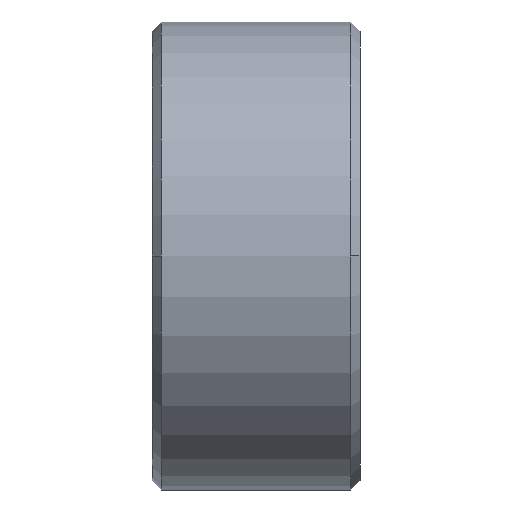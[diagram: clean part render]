
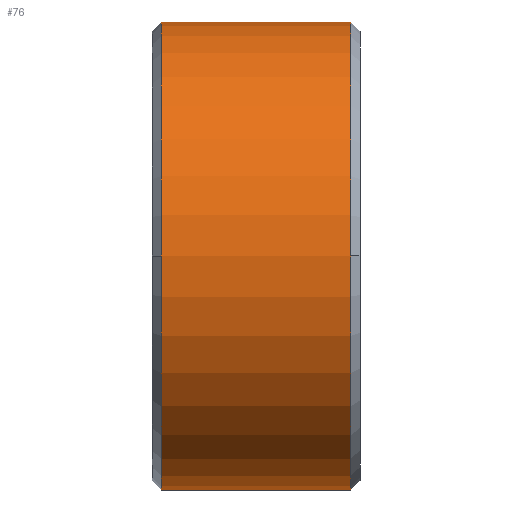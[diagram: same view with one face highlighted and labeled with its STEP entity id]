
A CAD part, front view. The second image highlights one B-rep face of the part: STEP entity #76.
In plain terms, the highlighted cylindrical face has radius 22.5 mm (diameter 45 mm), a partial arc.
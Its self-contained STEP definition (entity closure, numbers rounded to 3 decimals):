
#76=ADVANCED_FACE('',(#152),#153,.T.);
#152=FACE_OUTER_BOUND('',#223,.T.);
#153=CYLINDRICAL_SURFACE('',#224,22.5);
#223=EDGE_LOOP('',(#370,#371,#372,#373,#374,#375));
#224=AXIS2_PLACEMENT_3D('',#376,#377,#378);
#370=ORIENTED_EDGE('',*,*,#419,.T.);
#371=ORIENTED_EDGE('',*,*,#408,.T.);
#372=ORIENTED_EDGE('',*,*,#425,.T.);
#373=ORIENTED_EDGE('',*,*,#422,.T.);
#374=ORIENTED_EDGE('',*,*,#464,.T.);
#375=ORIENTED_EDGE('',*,*,#460,.T.);
#376=CARTESIAN_POINT('',(10.0,0.0,0.0));
#377=DIRECTION('',(1.0,0.0,0.0));
#378=DIRECTION('',(0.0,0.0,-1.0));
#408=EDGE_CURVE('',#476,#474,#477,.T.);
#419=EDGE_CURVE('',#492,#476,#493,.T.);
#422=EDGE_CURVE('',#498,#496,#499,.T.);
#425=EDGE_CURVE('',#474,#498,#502,.T.);
#460=EDGE_CURVE('',#551,#492,#552,.T.);
#464=EDGE_CURVE('',#496,#551,#556,.T.);
#474=VERTEX_POINT('',#567);
#476=VERTEX_POINT('',#570);
#477=CIRCLE('',#571,22.5);
#492=VERTEX_POINT('',#588);
#493=LINE('',#589,#590);
#496=VERTEX_POINT('',#593);
#498=VERTEX_POINT('',#595);
#499=LINE('',#596,#597);
#502=CIRCLE('',#600,22.5);
#551=VERTEX_POINT('',#654);
#552=CIRCLE('',#655,22.5);
#556=CIRCLE('',#660,22.5);
#567=CARTESIAN_POINT('',(19.1,-22.5,0.));
#570=CARTESIAN_POINT('',(19.1,0.,-22.5));
#571=AXIS2_PLACEMENT_3D('',#669,#670,#671);
#588=CARTESIAN_POINT('',(0.9,0.,-22.5));
#589=CARTESIAN_POINT('',(10.0,0.,-22.5));
#590=VECTOR('',#689,1.0);
#593=CARTESIAN_POINT('',(0.9,0.,22.5));
#595=CARTESIAN_POINT('',(19.1,0.,22.5));
#596=CARTESIAN_POINT('',(10.0,0.,22.5));
#597=VECTOR('',#696,1.0);
#600=AXIS2_PLACEMENT_3D('',#700,#701,#702);
#654=CARTESIAN_POINT('',(0.9,-22.5,0.));
#655=AXIS2_PLACEMENT_3D('',#765,#766,#767);
#660=AXIS2_PLACEMENT_3D('',#769,#770,#771);
#669=CARTESIAN_POINT('',(19.1,0.0,0.0));
#670=DIRECTION('',(-1.0,0.0,0.));
#671=DIRECTION('',(0.,0.0,-1.0));
#689=DIRECTION('',(1.0,0.0,0.0));
#696=DIRECTION('',(-1.0,-0.0,-0.0));
#700=CARTESIAN_POINT('',(19.1,0.0,0.0));
#701=DIRECTION('',(-1.0,0.0,0.));
#702=DIRECTION('',(0.,0.0,-1.0));
#765=CARTESIAN_POINT('',(0.9,0.0,0.0));
#766=DIRECTION('',(1.0,0.0,0.));
#767=DIRECTION('',(0.,0.0,-1.0));
#769=CARTESIAN_POINT('',(0.9,0.0,0.0));
#770=DIRECTION('',(1.0,0.0,0.));
#771=DIRECTION('',(0.,0.0,-1.0));
